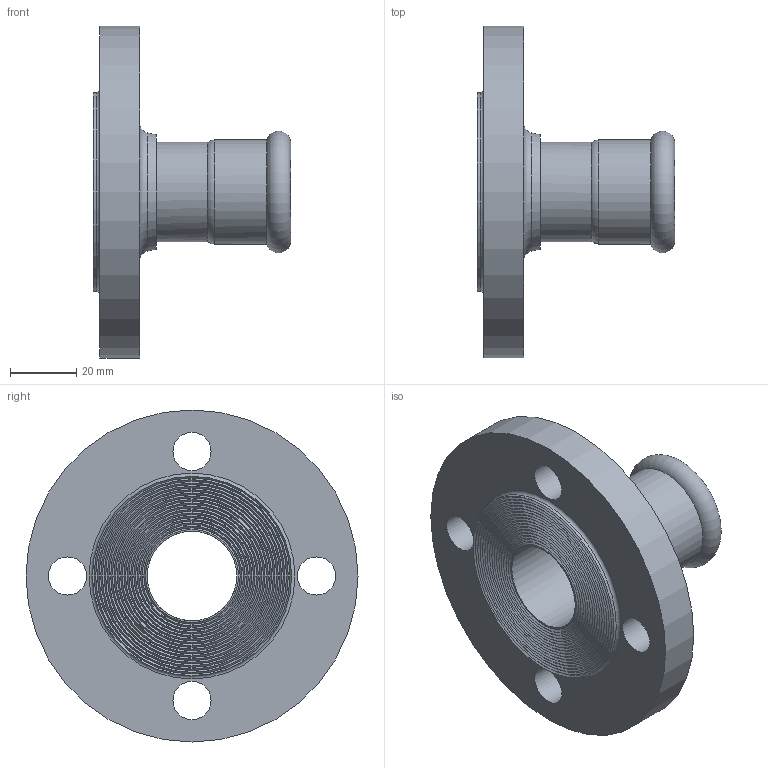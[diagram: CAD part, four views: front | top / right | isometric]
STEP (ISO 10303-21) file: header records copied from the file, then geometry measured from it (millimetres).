
FILE_DESCRIPTION(/* description */ ('MANICOTTO Ø28 CON FLANGIA PN6'),/* implementation_level */ '2;1');
FILE_NAME(/* name */ '193028002_Inoxpres.stp',/* time_stamp */ '2022-10-12T13:41:14+02:00',/* author */ ('Vault'),/* organization */ ('Raccorderie metalliche s.p.a.'),/* preprocessor_version */ 'ST-DEVELOPER v18.1',/* originating_system */ 'Autodesk Inventor 2020',/* authorisation */ 'Raccorderie metalliche s.p.a.');
FILE_SCHEMA (('AUTOMOTIVE_DESIGN { 1 0 10303 214 3 1 1 }'));
Length unit declared in the file: millimetre
Products named in the file (1): 193028002_Inoxpres
Bounding box: 59.5 x 100 x 100 mm (x, y, z)
Volume: 95634.4 mm3; surface area: 30210.7 mm2
Topology: 1 solids, 1 shells, 57 faces, 182 edges, 129 vertices
Faces by surface type: cone 34, cylinder 12, torus 7, plane 4
Full cylindrical faces by diameter (mm): 11.5 x4, 27 x1, 28.4 x1, 28.8 x2, 30 x1, 31.4 x1, 60 x1, 100 x1
Entity records: 2197 total; most frequent: DIRECTION 434, CARTESIAN_POINT 369, ORIENTED_EDGE 364, AXIS2_PLACEMENT_3D 194, EDGE_CURVE 182, CIRCLE 136, VERTEX_POINT 129, EDGE_LOOP 69
